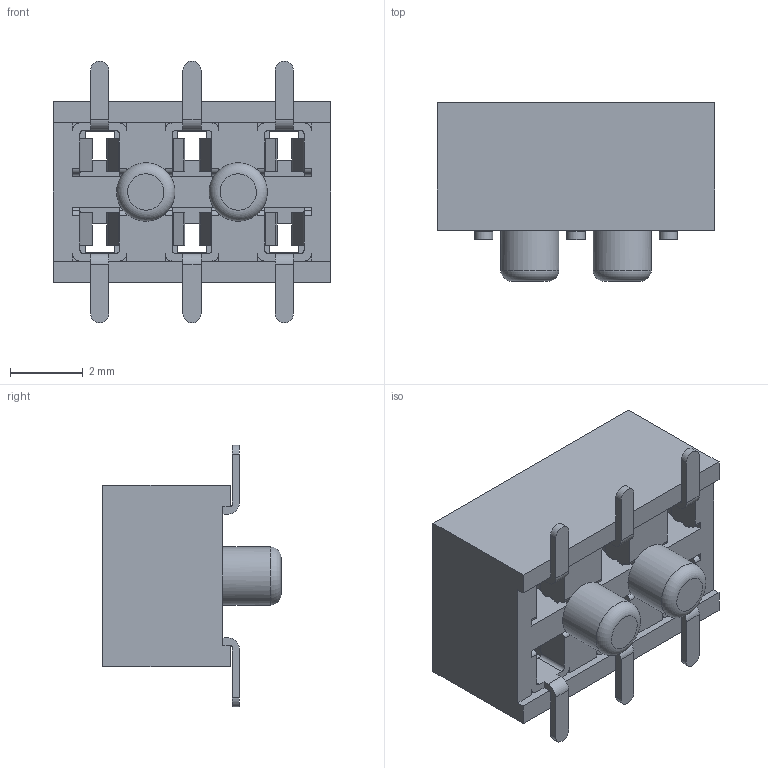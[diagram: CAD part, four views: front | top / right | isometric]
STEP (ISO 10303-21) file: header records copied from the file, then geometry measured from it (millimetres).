
FILE_DESCRIPTION(/* description */ (''),/* implementation_level */ '2;1');
FILE_NAME(/* name */ '46-3492-06-3-xx-10-xx.stp',/* time_stamp */ '2025-10-16T10:51:21+02:00',/* author */ ('andreas.larin'),/* organization */ (''),/* preprocessor_version */ 'ST-DEVELOPER v20',/* originating_system */ 'Autodesk Inventor 2025',/* authorisation */ '');
FILE_SCHEMA (('AUTOMOTIVE_DESIGN { 1 0 10303 214 3 1 1 }'));
Length unit declared in the file: millimetre
Products named in the file (1): 46-3492-06-3-xx-10-xx
Bounding box: 7.62 x 4.9 x 7.2 mm (x, y, z)
Volume: 103 mm3; surface area: 356.1 mm2
Topology: 1 solids, 1 shells, 540 faces, 1616 edges, 1054 vertices
Faces by surface type: plane 314, cylinder 224, torus 2
Full cylindrical faces by diameter (mm): 1.6 x2
Entity records: 19458 total; most frequent: CARTESIAN_POINT 3775, ORIENTED_EDGE 3268, DIRECTION 3174, EDGE_CURVE 1634, LINE 1104, VECTOR 1104, VERTEX_POINT 1054, AXIS2_PLACEMENT_3D 1035
